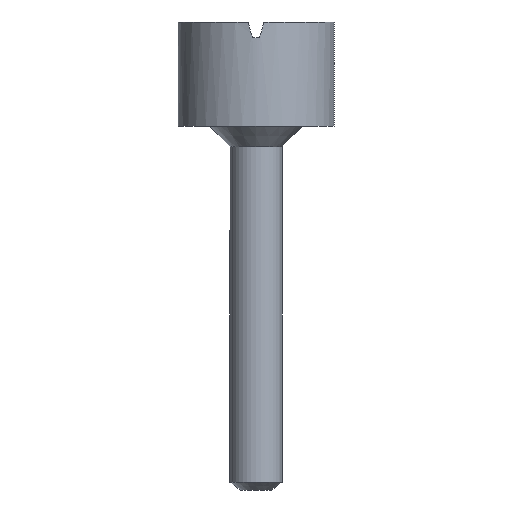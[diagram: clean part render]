
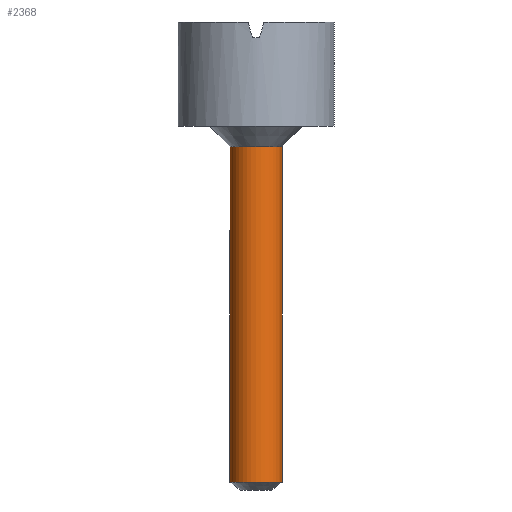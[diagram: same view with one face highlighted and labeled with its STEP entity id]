
A CAD part, front view. The second image highlights one B-rep face of the part: STEP entity #2368.
In plain terms, the highlighted cylindrical face has radius 0.5 mm (diameter 1 mm), a full revolution.
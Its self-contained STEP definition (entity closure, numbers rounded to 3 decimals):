
#310=CYLINDRICAL_SURFACE('',#2530,0.5);
#313=FACE_OUTER_BOUND('',#449,.T.);
#449=EDGE_LOOP('',(#1634,#1635,#1636,#1637,#1638));
#596=LINE('',#2975,#801);
#801=VECTOR('',#2616,0.5);
#1006=CIRCLE('',#2528,0.5);
#1007=CIRCLE('',#2529,0.5);
#1008=CIRCLE('',#2531,0.5);
#1017=VERTEX_POINT('',#2968);
#1018=VERTEX_POINT('',#2970);
#1019=VERTEX_POINT('',#2974);
#1263=EDGE_CURVE('',#1017,#1018,#1006,.T.);
#1264=EDGE_CURVE('',#1018,#1017,#1007,.T.);
#1265=EDGE_CURVE('',#1018,#1019,#596,.T.);
#1266=EDGE_CURVE('',#1019,#1019,#1008,.T.);
#1634=ORIENTED_EDGE('',*,*,#1263,.F.);
#1635=ORIENTED_EDGE('',*,*,#1264,.F.);
#1636=ORIENTED_EDGE('',*,*,#1265,.T.);
#1637=ORIENTED_EDGE('',*,*,#1266,.T.);
#1638=ORIENTED_EDGE('',*,*,#1265,.F.);
#2368=ADVANCED_FACE('',(#313),#310,.T.);
#2528=AXIS2_PLACEMENT_3D('',#2971,#2610,#2611);
#2529=AXIS2_PLACEMENT_3D('',#2972,#2612,#2613);
#2530=AXIS2_PLACEMENT_3D('',#2973,#2614,#2615);
#2531=AXIS2_PLACEMENT_3D('',#2976,#2617,#2618);
#2610=DIRECTION('center_axis',(0.,0.,1.));
#2611=DIRECTION('ref_axis',(0.,1.,0.));
#2612=DIRECTION('center_axis',(0.,0.,1.));
#2613=DIRECTION('ref_axis',(0.,1.,0.));
#2614=DIRECTION('center_axis',(0.,0.,1.));
#2615=DIRECTION('ref_axis',(0.,-1.,0.));
#2616=DIRECTION('',(0.,0.,-1.));
#2617=DIRECTION('center_axis',(0.,0.,1.));
#2618=DIRECTION('ref_axis',(0.,-1.,0.));
#2968=CARTESIAN_POINT('',(0.,-0.5,-0.4));
#2970=CARTESIAN_POINT('',(0.,0.5,-0.4));
#2971=CARTESIAN_POINT('Origin',(0.,0.,-0.4));
#2972=CARTESIAN_POINT('Origin',(0.,0.,-0.4));
#2973=CARTESIAN_POINT('Origin',(0.,0.,-3.425));
#2974=CARTESIAN_POINT('',(0.,0.5,-6.85));
#2975=CARTESIAN_POINT('',(0.,0.5,-3.425));
#2976=CARTESIAN_POINT('Origin',(0.,0.,-6.85));
